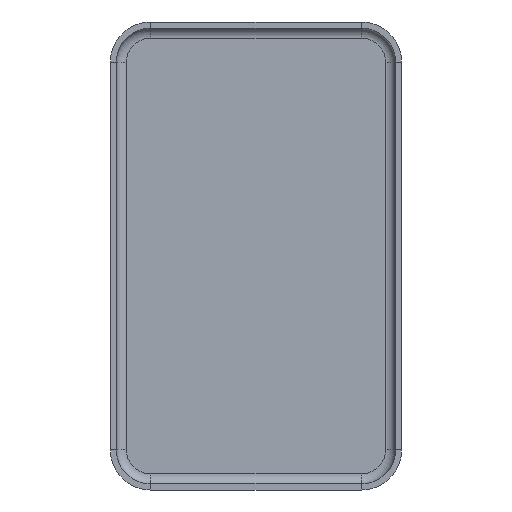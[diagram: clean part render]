
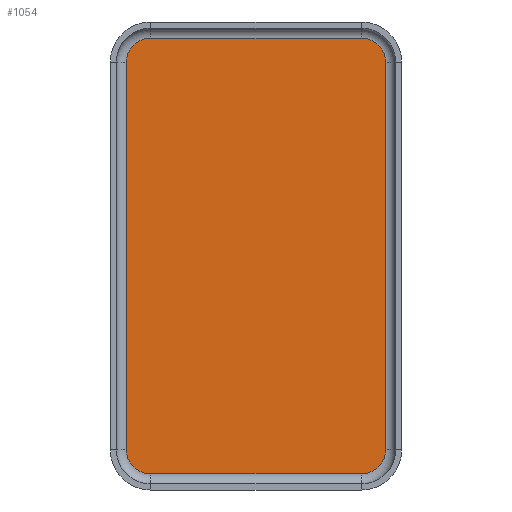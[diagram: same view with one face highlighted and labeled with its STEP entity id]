
A CAD part, front view. The second image highlights one B-rep face of the part: STEP entity #1054.
In plain terms, the highlighted planar face has unit normal (0, -1, 0).
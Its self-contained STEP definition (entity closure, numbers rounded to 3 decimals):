
#5 = VERTEX_POINT ( 'NONE', #370 ) ;
#44 = CARTESIAN_POINT ( 'NONE',  ( -5.25, -0.3, 10.85 ) ) ;
#57 = EDGE_CURVE ( 'NONE', #137, #5, #1025, .T. ) ;
#81 = ORIENTED_EDGE ( 'NONE', *, *, #498, .F. ) ;
#97 = CARTESIAN_POINT ( 'NONE',  ( -6.45, -0.3, -9.65 ) ) ;
#112 = DIRECTION ( 'NONE',  ( 0., 1., 0. ) ) ;
#117 = VERTEX_POINT ( 'NONE', #304 ) ;
#137 = VERTEX_POINT ( 'NONE', #318 ) ;
#150 = LINE ( 'NONE', #1141, #509 ) ;
#158 = VERTEX_POINT ( 'NONE', #202 ) ;
#170 = CARTESIAN_POINT ( 'NONE',  ( -5.25, -0.3, -10.85 ) ) ;
#196 = DIRECTION ( 'NONE',  ( -1., 0., 0. ) ) ;
#197 = EDGE_LOOP ( 'NONE', ( #854, #695, #800, #260, #1053, #880, #393, #81 ) ) ;
#199 = AXIS2_PLACEMENT_3D ( 'NONE', #392, #1027, #1110 ) ;
#202 = CARTESIAN_POINT ( 'NONE',  ( 5.25, -0.3, 10.85 ) ) ;
#247 = EDGE_CURVE ( 'NONE', #1028, #158, #819, .T. ) ;
#260 = ORIENTED_EDGE ( 'NONE', *, *, #625, .F. ) ;
#281 = DIRECTION ( 'NONE',  ( 0., 0., 1. ) ) ;
#291 = CARTESIAN_POINT ( 'NONE',  ( -5.25, -0.3, -9.65 ) ) ;
#295 = CARTESIAN_POINT ( 'NONE',  ( -6.45, -0.3, -9.65 ) ) ;
#304 = CARTESIAN_POINT ( 'NONE',  ( 6.45, -0.3, 9.65 ) ) ;
#318 = CARTESIAN_POINT ( 'NONE',  ( 6.45, -0.3, -9.65 ) ) ;
#336 = DIRECTION ( 'NONE',  ( 0., 0., -1. ) ) ;
#338 = DIRECTION ( 'NONE',  ( 0., 1., 0. ) ) ;
#356 = CARTESIAN_POINT ( 'NONE',  ( -6.45, -0.3, 9.65 ) ) ;
#370 = CARTESIAN_POINT ( 'NONE',  ( 5.25, -0.3, -10.85 ) ) ;
#372 = DIRECTION ( 'NONE',  ( 0., 1., 0. ) ) ;
#392 = CARTESIAN_POINT ( 'NONE',  ( 5.25, -0.3, -9.65 ) ) ;
#393 = ORIENTED_EDGE ( 'NONE', *, *, #57, .F. ) ;
#417 = DIRECTION ( 'NONE',  ( 1., 0., 0. ) ) ;
#422 = EDGE_CURVE ( 'NONE', #158, #117, #632, .T. ) ;
#439 = CARTESIAN_POINT ( 'NONE',  ( 5.25, -0.3, 9.65 ) ) ;
#467 = DIRECTION ( 'NONE',  ( 0., 0., 1. ) ) ;
#491 = LINE ( 'NONE', #653, #859 ) ;
#498 = EDGE_CURVE ( 'NONE', #117, #137, #150, .T. ) ;
#509 = VECTOR ( 'NONE', #336, 1000. ) ;
#516 = AXIS2_PLACEMENT_3D ( 'NONE', #1116, #112, #757 ) ;
#522 = AXIS2_PLACEMENT_3D ( 'NONE', #534, #338, #961 ) ;
#525 = LINE ( 'NONE', #295, #981 ) ;
#532 = VERTEX_POINT ( 'NONE', #170 ) ;
#534 = CARTESIAN_POINT ( 'NONE',  ( -5.25, -0.3, 9.65 ) ) ;
#556 = CIRCLE ( 'NONE', #522, 1.2 ) ;
#557 = EDGE_CURVE ( 'NONE', #532, #669, #993, .T. ) ;
#565 = EDGE_CURVE ( 'NONE', #5, #532, #491, .T. ) ;
#625 = EDGE_CURVE ( 'NONE', #669, #928, #525, .T. ) ;
#632 = CIRCLE ( 'NONE', #516, 1.2 ) ;
#653 = CARTESIAN_POINT ( 'NONE',  ( 5.25, -0.3, -10.85 ) ) ;
#669 = VERTEX_POINT ( 'NONE', #97 ) ;
#689 = AXIS2_PLACEMENT_3D ( 'NONE', #439, #989, #1069 ) ;
#695 = ORIENTED_EDGE ( 'NONE', *, *, #247, .F. ) ;
#757 = DIRECTION ( 'NONE',  ( 0., 0., 1. ) ) ;
#800 = ORIENTED_EDGE ( 'NONE', *, *, #946, .F. ) ;
#819 = LINE ( 'NONE', #1140, #1050 ) ;
#854 = ORIENTED_EDGE ( 'NONE', *, *, #422, .F. ) ;
#859 = VECTOR ( 'NONE', #196, 1000. ) ;
#880 = ORIENTED_EDGE ( 'NONE', *, *, #565, .F. ) ;
#928 = VERTEX_POINT ( 'NONE', #356 ) ;
#946 = EDGE_CURVE ( 'NONE', #928, #1028, #556, .T. ) ;
#961 = DIRECTION ( 'NONE',  ( 0., 0., 1. ) ) ;
#981 = VECTOR ( 'NONE', #281, 1000. ) ;
#989 = DIRECTION ( 'NONE',  ( 0., -1., 0. ) ) ;
#993 = CIRCLE ( 'NONE', #1144, 1.2 ) ;
#1025 = CIRCLE ( 'NONE', #199, 1.2 ) ;
#1027 = DIRECTION ( 'NONE',  ( 0., 1., 0. ) ) ;
#1028 = VERTEX_POINT ( 'NONE', #44 ) ;
#1050 = VECTOR ( 'NONE', #417, 1000. ) ;
#1053 = ORIENTED_EDGE ( 'NONE', *, *, #557, .F. ) ;
#1054 = ADVANCED_FACE ( 'NONE', ( #1175 ), #1080, .T. ) ;
#1069 = DIRECTION ( 'NONE',  ( 0., 0., -1. ) ) ;
#1080 = PLANE ( 'NONE',  #689 ) ;
#1110 = DIRECTION ( 'NONE',  ( 0., 0., 1. ) ) ;
#1116 = CARTESIAN_POINT ( 'NONE',  ( 5.25, -0.3, 9.65 ) ) ;
#1140 = CARTESIAN_POINT ( 'NONE',  ( -5.25, -0.3, 10.85 ) ) ;
#1141 = CARTESIAN_POINT ( 'NONE',  ( 6.45, -0.3, 9.65 ) ) ;
#1144 = AXIS2_PLACEMENT_3D ( 'NONE', #291, #372, #467 ) ;
#1175 = FACE_OUTER_BOUND ( 'NONE', #197, .T. ) ;
